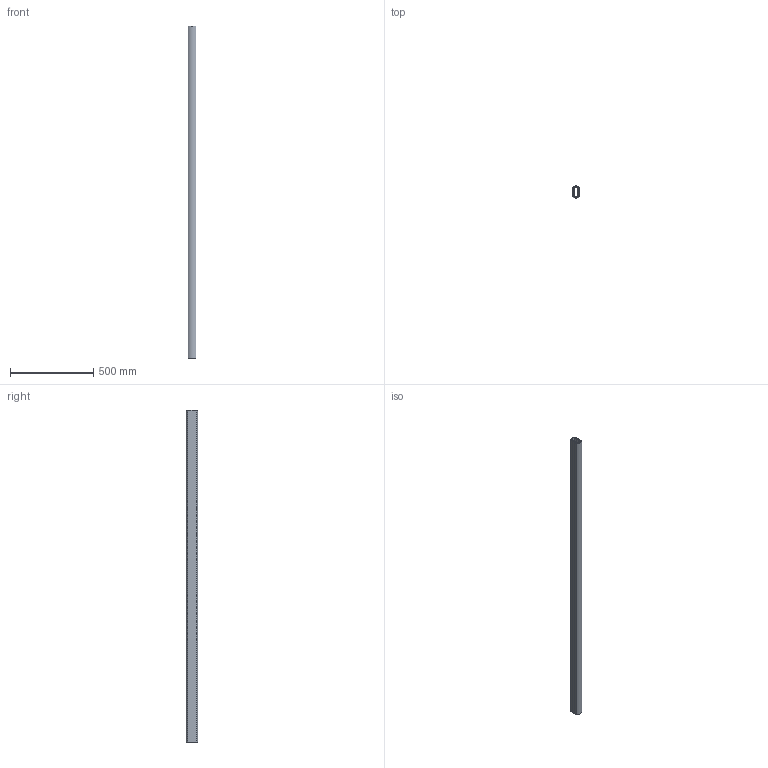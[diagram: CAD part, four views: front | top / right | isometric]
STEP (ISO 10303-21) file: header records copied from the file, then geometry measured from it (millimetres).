
FILE_DESCRIPTION (( 'STEP AP214' ), '1' );
FILE_NAME ('49441099.STEP', '2022-05-12T06:35:30', ( 'Ifina' ), ( 'Ifina' ), 'SwSTEP 2.0', 'SolidWorks 2020', '' );
FILE_SCHEMA (( 'AUTOMOTIVE_DESIGN' ));
Length unit declared in the file: millimetre
Products named in the file (1): 49441099
Bounding box: 45 x 70 x 2000 mm (x, y, z)
Volume: 2300407.5 mm3; surface area: 1120996.3 mm2
Topology: 1 solids, 1 shells, 48 faces, 138 edges, 92 vertices
Faces by surface type: cylinder 36, plane 12
Full cylindrical faces by diameter (mm): 5.6 x6
Entity records: 1646 total; most frequent: DIRECTION 302, CARTESIAN_POINT 273, ORIENTED_EDGE 264, EDGE_CURVE 132, AXIS2_PLACEMENT_3D 121, VERTEX_POINT 92, CIRCLE 72, EDGE_LOOP 68
